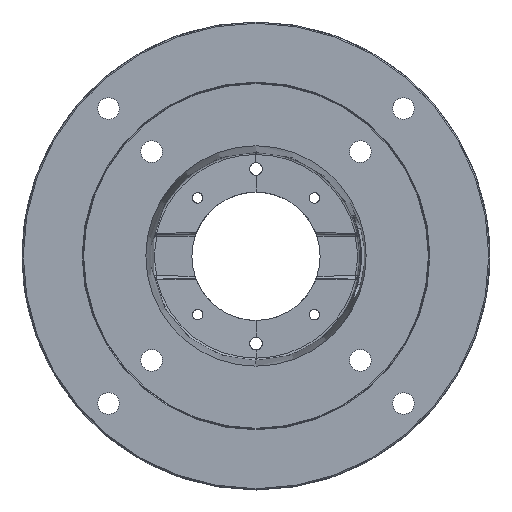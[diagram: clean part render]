
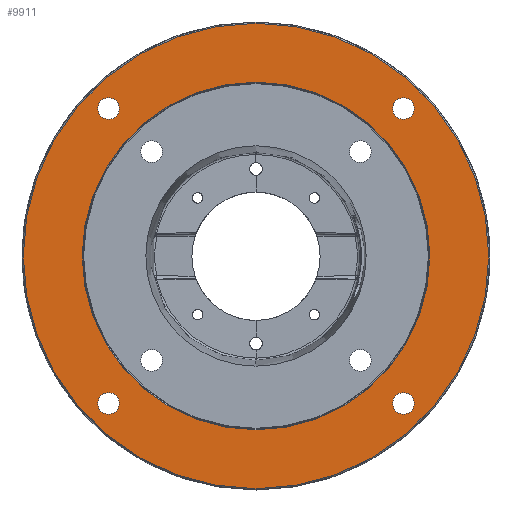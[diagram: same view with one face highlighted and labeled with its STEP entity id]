
A CAD part, top view. The second image highlights one B-rep face of the part: STEP entity #9911.
In plain terms, the highlighted planar face has unit normal (0, 0, 1).
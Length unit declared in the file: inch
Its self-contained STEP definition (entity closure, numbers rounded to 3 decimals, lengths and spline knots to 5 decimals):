
#35=CARTESIAN_POINT('',(0.,0.,-0.08));
#36=DIRECTION('',(0.,0.,1.));
#37=DIRECTION('',(0.,1.,0.));
#38=AXIS2_PLACEMENT_3D('',#35,#36,#37);
#44=CARTESIAN_POINT('',(0.,0.,-0.08));
#45=DIRECTION('',(0.,0.,-1.));
#46=DIRECTION('',(0.,1.,0.));
#47=AXIS2_PLACEMENT_3D('',#44,#45,#46);
#624=CARTESIAN_POINT('',(-3.62392,3.62392,-0.08));
#625=DIRECTION('',(0.,0.,-1.));
#626=DIRECTION('',(-0.707,0.707,0.));
#627=AXIS2_PLACEMENT_3D('',#624,#625,#626);
#629=CARTESIAN_POINT('',(-3.62392,3.62392,-0.08));
#630=DIRECTION('',(0.,0.,-1.));
#631=DIRECTION('',(0.707,-0.707,0.));
#632=AXIS2_PLACEMENT_3D('',#629,#630,#631);
#634=CARTESIAN_POINT('',(-3.62392,-3.62392,-0.08));
#635=DIRECTION('',(0.,0.,-1.));
#636=DIRECTION('',(-0.707,-0.707,0.));
#637=AXIS2_PLACEMENT_3D('',#634,#635,#636);
#639=CARTESIAN_POINT('',(-3.62392,-3.62392,-0.08));
#640=DIRECTION('',(0.,0.,-1.));
#641=DIRECTION('',(0.707,0.707,0.));
#642=AXIS2_PLACEMENT_3D('',#639,#640,#641);
#644=CARTESIAN_POINT('',(3.62392,-3.62392,-0.08));
#645=DIRECTION('',(0.,0.,-1.));
#646=DIRECTION('',(0.707,-0.707,0.));
#647=AXIS2_PLACEMENT_3D('',#644,#645,#646);
#649=CARTESIAN_POINT('',(3.62392,-3.62392,-0.08));
#650=DIRECTION('',(0.,0.,-1.));
#651=DIRECTION('',(-0.707,0.707,0.));
#652=AXIS2_PLACEMENT_3D('',#649,#650,#651);
#654=CARTESIAN_POINT('',(3.62392,3.62392,-0.08));
#655=DIRECTION('',(0.,0.,-1.));
#656=DIRECTION('',(0.707,0.707,0.));
#657=AXIS2_PLACEMENT_3D('',#654,#655,#656);
#659=CARTESIAN_POINT('',(3.62392,3.62392,-0.08));
#660=DIRECTION('',(0.,0.,-1.));
#661=DIRECTION('',(-0.707,-0.707,0.));
#662=AXIS2_PLACEMENT_3D('',#659,#660,#661);
#664=CARTESIAN_POINT('',(0.,0.,-0.08));
#665=DIRECTION('',(0.,0.,1.));
#666=DIRECTION('',(0.,1.,0.));
#667=AXIS2_PLACEMENT_3D('',#664,#665,#666);
#669=CARTESIAN_POINT('',(0.,0.,-0.08));
#670=DIRECTION('',(0.,0.,1.));
#671=DIRECTION('',(0.,-1.,0.));
#672=AXIS2_PLACEMENT_3D('',#669,#670,#671);
#8562=CARTESIAN_POINT('',(0.,5.72,-0.08));
#8563=CARTESIAN_POINT('',(0.,-5.72,-0.08));
#8564=VERTEX_POINT('',#8562);
#8565=VERTEX_POINT('',#8563);
#8586=CARTESIAN_POINT('',(-3.81131,3.81131,-0.08));
#8587=CARTESIAN_POINT('',(-3.43654,3.43654,-0.08));
#8588=VERTEX_POINT('',#8586);
#8589=VERTEX_POINT('',#8587);
#8630=CARTESIAN_POINT('',(-3.81131,-3.81131,-0.08));
#8631=CARTESIAN_POINT('',(-3.43654,-3.43654,-0.08));
#8632=VERTEX_POINT('',#8630);
#8633=VERTEX_POINT('',#8631);
#8638=CARTESIAN_POINT('',(3.81131,-3.81131,-0.08));
#8639=CARTESIAN_POINT('',(3.43654,-3.43654,-0.08));
#8640=VERTEX_POINT('',#8638);
#8641=VERTEX_POINT('',#8639);
#8646=CARTESIAN_POINT('',(3.81131,3.81131,-0.08));
#8647=CARTESIAN_POINT('',(3.43654,3.43654,-0.08));
#8648=VERTEX_POINT('',#8646);
#8649=VERTEX_POINT('',#8647);
#8666=CARTESIAN_POINT('',(0.,4.271,-0.08));
#8667=CARTESIAN_POINT('',(0.,-4.271,-0.08));
#8668=VERTEX_POINT('',#8666);
#8669=VERTEX_POINT('',#8667);
#9873=CARTESIAN_POINT('',(0.,0.,-0.08));
#9874=DIRECTION('',(0.,0.,1.));
#9875=DIRECTION('',(0.,1.,0.));
#9876=AXIS2_PLACEMENT_3D('',#9873,#9874,#9875);
#9877=PLANE('',#9876);
#9878=ORIENTED_EDGE('',*,*,#8844,.T.);
#9879=ORIENTED_EDGE('',*,*,#8829,.F.);
#9880=EDGE_LOOP('',(#9878,#9879));
#9881=FACE_OUTER_BOUND('',#9880,.F.);
#9883=ORIENTED_EDGE('',*,*,#9882,.F.);
#9885=ORIENTED_EDGE('',*,*,#9884,.F.);
#9886=EDGE_LOOP('',(#9883,#9885));
#9887=FACE_BOUND('',#9886,.F.);
#9889=ORIENTED_EDGE('',*,*,#9888,.F.);
#9891=ORIENTED_EDGE('',*,*,#9890,.F.);
#9892=EDGE_LOOP('',(#9889,#9891));
#9893=FACE_BOUND('',#9892,.F.);
#9895=ORIENTED_EDGE('',*,*,#9894,.F.);
#9897=ORIENTED_EDGE('',*,*,#9896,.F.);
#9898=EDGE_LOOP('',(#9895,#9897));
#9899=FACE_BOUND('',#9898,.F.);
#9901=ORIENTED_EDGE('',*,*,#9900,.F.);
#9903=ORIENTED_EDGE('',*,*,#9902,.F.);
#9904=EDGE_LOOP('',(#9901,#9903));
#9905=FACE_BOUND('',#9904,.F.);
#9907=ORIENTED_EDGE('',*,*,#9906,.T.);
#9908=ORIENTED_EDGE('',*,*,#9863,.T.);
#9909=EDGE_LOOP('',(#9907,#9908));
#9910=FACE_BOUND('',#9909,.F.);
#9911=ADVANCED_FACE('',(#9881,#9887,#9893,#9899,#9905,#9910),#9877,.T.);
#39=CIRCLE('',#38,5.72);
#48=CIRCLE('',#47,5.72);
#628=CIRCLE('',#627,0.265);
#633=CIRCLE('',#632,0.265);
#638=CIRCLE('',#637,0.265);
#643=CIRCLE('',#642,0.265);
#648=CIRCLE('',#647,0.265);
#653=CIRCLE('',#652,0.265);
#658=CIRCLE('',#657,0.265);
#663=CIRCLE('',#662,0.265);
#668=CIRCLE('',#667,4.271);
#673=CIRCLE('',#672,4.271);
#8829=EDGE_CURVE('',#8564,#8565,#39,.T.);
#8844=EDGE_CURVE('',#8564,#8565,#48,.T.);
#9863=EDGE_CURVE('',#8669,#8668,#673,.T.);
#9882=EDGE_CURVE('',#8588,#8589,#628,.T.);
#9884=EDGE_CURVE('',#8589,#8588,#633,.T.);
#9888=EDGE_CURVE('',#8632,#8633,#638,.T.);
#9890=EDGE_CURVE('',#8633,#8632,#643,.T.);
#9894=EDGE_CURVE('',#8640,#8641,#648,.T.);
#9896=EDGE_CURVE('',#8641,#8640,#653,.T.);
#9900=EDGE_CURVE('',#8648,#8649,#658,.T.);
#9902=EDGE_CURVE('',#8649,#8648,#663,.T.);
#9906=EDGE_CURVE('',#8668,#8669,#668,.T.);
